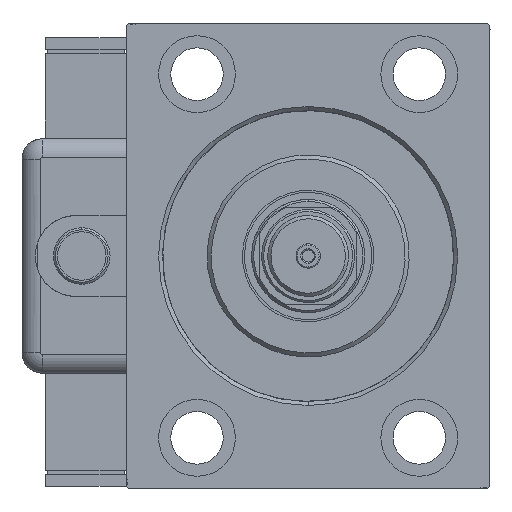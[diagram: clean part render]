
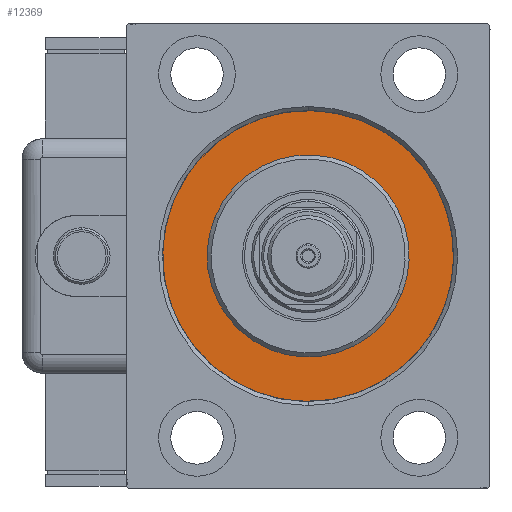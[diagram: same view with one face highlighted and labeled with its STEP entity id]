
A CAD part, left-side view. The second image highlights one B-rep face of the part: STEP entity #12369.
In plain terms, the highlighted face is planar.
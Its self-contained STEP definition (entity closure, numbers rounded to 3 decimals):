
#70 = CIRCLE ( 'NONE', #9962, 36. ) ;
#1741 = EDGE_LOOP ( 'NONE', ( #32116, #38790 ) ) ;
#2536 = VERTEX_POINT ( 'NONE', #10101 ) ;
#5396 = DIRECTION ( 'NONE',  ( 0., 0., 1. ) ) ;
#5617 = EDGE_CURVE ( 'NONE', #24366, #18766, #57139, .T. ) ;
#5745 = CARTESIAN_POINT ( 'NONE',  ( 0., 0., 0. ) ) ;
#6408 = PLANE ( 'NONE',  #25701 ) ;
#6655 = CIRCLE ( 'NONE', #22595, 25. ) ;
#7666 = DIRECTION ( 'NONE',  ( 1., 0., 0. ) ) ;
#9962 = AXIS2_PLACEMENT_3D ( 'NONE', #10336, #28571, #5396 ) ;
#10101 = CARTESIAN_POINT ( 'NONE',  ( 0., 0., 25. ) ) ;
#10336 = CARTESIAN_POINT ( 'NONE',  ( 0., 0., 0. ) ) ;
#12058 = ORIENTED_EDGE ( 'NONE', *, *, #5617, .F. ) ;
#12369 = ADVANCED_FACE ( 'NONE', ( #24655, #38548 ), #6408, .F. ) ;
#12624 = CARTESIAN_POINT ( 'NONE',  ( 0., 0., 0. ) ) ;
#15393 = DIRECTION ( 'NONE',  ( 0., 0., 1. ) ) ;
#18766 = VERTEX_POINT ( 'NONE', #40163 ) ;
#19045 = CARTESIAN_POINT ( 'NONE',  ( 0., 0., -25. ) ) ;
#19323 = CARTESIAN_POINT ( 'NONE',  ( 0., 0., 0. ) ) ;
#22595 = AXIS2_PLACEMENT_3D ( 'NONE', #5745, #58577, #24905 ) ;
#24366 = VERTEX_POINT ( 'NONE', #32316 ) ;
#24655 = FACE_BOUND ( 'NONE', #1741, .T. ) ;
#24905 = DIRECTION ( 'NONE',  ( 0., 0., -1. ) ) ;
#25701 = AXIS2_PLACEMENT_3D ( 'NONE', #29889, #53087, #15393 ) ;
#26114 = AXIS2_PLACEMENT_3D ( 'NONE', #12624, #7666, #54660 ) ;
#26542 = AXIS2_PLACEMENT_3D ( 'NONE', #19323, #42178, #27659 ) ;
#27659 = DIRECTION ( 'NONE',  ( 0., 0., 1. ) ) ;
#28571 = DIRECTION ( 'NONE',  ( -1., 0., 0. ) ) ;
#29889 = CARTESIAN_POINT ( 'NONE',  ( 0., 0., 0. ) ) ;
#32116 = ORIENTED_EDGE ( 'NONE', *, *, #61055, .F. ) ;
#32316 = CARTESIAN_POINT ( 'NONE',  ( 0., 0., -36. ) ) ;
#38548 = FACE_OUTER_BOUND ( 'NONE', #44277, .T. ) ;
#38790 = ORIENTED_EDGE ( 'NONE', *, *, #38890, .F. ) ;
#38890 = EDGE_CURVE ( 'NONE', #59552, #2536, #6655, .T. ) ;
#40163 = CARTESIAN_POINT ( 'NONE',  ( 0., 0., 36. ) ) ;
#42178 = DIRECTION ( 'NONE',  ( -1., 0., 0. ) ) ;
#44277 = EDGE_LOOP ( 'NONE', ( #12058, #54106 ) ) ;
#48106 = EDGE_CURVE ( 'NONE', #18766, #24366, #70, .T. ) ;
#52800 = CIRCLE ( 'NONE', #26114, 25. ) ;
#53087 = DIRECTION ( 'NONE',  ( -1., 0., 0. ) ) ;
#54106 = ORIENTED_EDGE ( 'NONE', *, *, #48106, .F. ) ;
#54660 = DIRECTION ( 'NONE',  ( 0., 0., -1. ) ) ;
#57139 = CIRCLE ( 'NONE', #26542, 36. ) ;
#58577 = DIRECTION ( 'NONE',  ( 1., 0., 0. ) ) ;
#59552 = VERTEX_POINT ( 'NONE', #19045 ) ;
#61055 = EDGE_CURVE ( 'NONE', #2536, #59552, #52800, .T. ) ;
